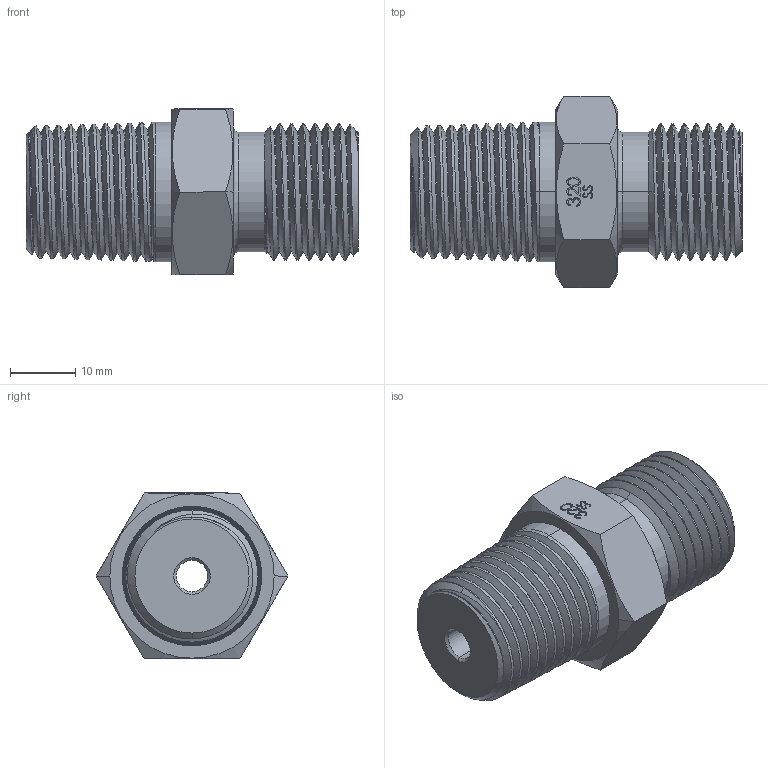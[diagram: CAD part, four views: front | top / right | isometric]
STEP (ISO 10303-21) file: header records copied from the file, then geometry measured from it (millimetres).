
FILE_DESCRIPTION (( 'STEP AP203' ), '1' );
FILE_NAME ('AD-320MSS-8MNPT.STEP', '2025-07-30T18:06:45', ( '' ), ( '' ), 'SwSTEP 2.0', 'SolidWorks 2018', '' );
FILE_SCHEMA (( 'CONFIG_CONTROL_DESIGN' ));
Length unit declared in the file: inch
Products named in the file (1): AD-320MSS-8MNPT
Bounding box: 50.8 x 29.33 x 25.4 mm (x, y, z)
Volume: 16840.1 mm3; surface area: 6531.3 mm2
Topology: 1 solids, 1 shells, 176 faces, 477 edges, 312 vertices
Faces by surface type: bspline 64, cone 43, cylinder 37, plane 30, torus 2
Entity records: 16154 total; most frequent: CARTESIAN_POINT 12362, ORIENTED_EDGE 954, DIRECTION 490, EDGE_CURVE 477, VERTEX_POINT 312, B_SPLINE_CURVE_WITH_KNOTS 193, EDGE_LOOP 187, LINE 182
